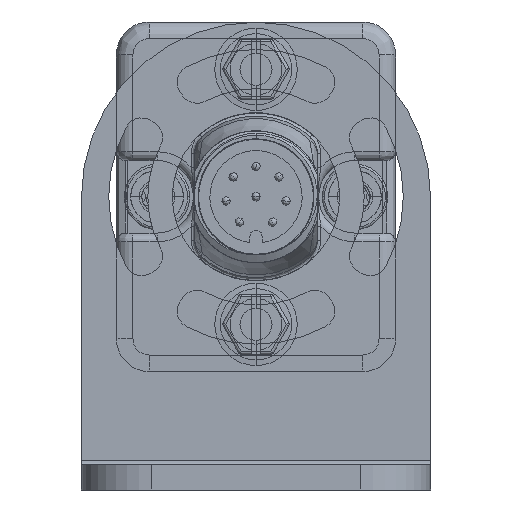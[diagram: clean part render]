
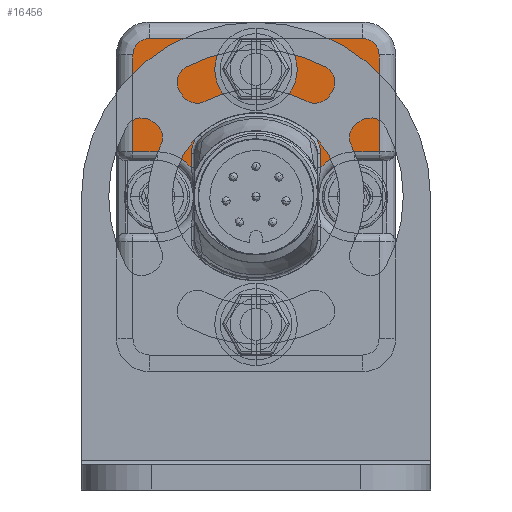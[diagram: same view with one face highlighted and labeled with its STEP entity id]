
A CAD part, front view. The second image highlights one B-rep face of the part: STEP entity #16456.
In plain terms, the highlighted planar face has unit normal (0, -1, 0).
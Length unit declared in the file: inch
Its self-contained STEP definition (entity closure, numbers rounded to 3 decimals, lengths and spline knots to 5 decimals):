
#2035=CARTESIAN_POINT('',(3.6,-954.,19.85759));
#2036=DIRECTION('',(0.,1.,0.));
#2037=DIRECTION('',(0.673,0.,0.74));
#2038=AXIS2_PLACEMENT_3D('',#2035,#2036,#2037);
#2040=CARTESIAN_POINT('',(0.,-954.,15.9));
#2041=DIRECTION('',(0.,1.,0.));
#2042=DIRECTION('',(-0.673,0.,0.74));
#2043=AXIS2_PLACEMENT_3D('',#2040,#2041,#2042);
#2045=CARTESIAN_POINT('',(-3.6,-954.,19.85759));
#2046=DIRECTION('',(0.,1.,0.));
#2047=DIRECTION('',(-1.,0.,0.));
#2048=AXIS2_PLACEMENT_3D('',#2045,#2046,#2047);
#2050=DIRECTION('',(0.,0.,1.));
#2051=VECTOR('',#2050,1.27431);
#2052=CARTESIAN_POINT('',(-5.9,-954.,18.58328));
#2053=LINE('',#2052,#2051);
#2054=CARTESIAN_POINT('',(-9.,-954.,15.9));
#2055=DIRECTION('',(0.,1.,0.));
#2056=DIRECTION('',(0.,0.,1.));
#2057=AXIS2_PLACEMENT_3D('',#2054,#2055,#2056);
#2059=DIRECTION('',(1.,0.,0.));
#2060=VECTOR('',#2059,2.2);
#2061=CARTESIAN_POINT('',(-11.2,-954.,20.));
#2062=LINE('',#2061,#2060);
#2063=DIRECTION('',(0.,0.,-1.));
#2064=VECTOR('',#2063,8.8);
#2065=CARTESIAN_POINT('',(-11.2,-954.,28.8));
#2066=LINE('',#2065,#2064);
#2067=CARTESIAN_POINT('',(-9.7,-954.,28.8));
#2068=DIRECTION('',(0.,-1.,0.));
#2069=DIRECTION('',(0.,0.,1.));
#2070=AXIS2_PLACEMENT_3D('',#2067,#2068,#2069);
#2072=DIRECTION('',(-1.,0.,0.));
#2073=VECTOR('',#2072,19.4);
#2074=CARTESIAN_POINT('',(9.7,-954.,30.3));
#2075=LINE('',#2074,#2073);
#2076=CARTESIAN_POINT('',(9.7,-954.,28.8));
#2077=DIRECTION('',(0.,-1.,0.));
#2078=DIRECTION('',(1.,0.,0.));
#2079=AXIS2_PLACEMENT_3D('',#2076,#2077,#2078);
#2081=DIRECTION('',(0.,0.,1.));
#2082=VECTOR('',#2081,8.8);
#2083=CARTESIAN_POINT('',(11.2,-954.,20.));
#2084=LINE('',#2083,#2082);
#2085=DIRECTION('',(1.,0.,0.));
#2086=VECTOR('',#2085,2.2);
#2087=CARTESIAN_POINT('',(9.,-954.,20.));
#2088=LINE('',#2087,#2086);
#2089=CARTESIAN_POINT('',(9.,-954.,15.9));
#2090=DIRECTION('',(0.,1.,0.));
#2091=DIRECTION('',(-0.756,0.,0.654));
#2092=AXIS2_PLACEMENT_3D('',#2089,#2090,#2091);
#2094=DIRECTION('',(0.,0.,-1.));
#2095=VECTOR('',#2094,1.27431);
#2096=CARTESIAN_POINT('',(5.9,-954.,19.85759));
#2097=LINE('',#2096,#2095);
#2098=CARTESIAN_POINT('',(0.,-954.,27.5));
#2099=DIRECTION('',(0.,-1.,0.));
#2100=DIRECTION('',(-1.,0.,0.));
#2101=AXIS2_PLACEMENT_3D('',#2098,#2099,#2100);
#2103=CARTESIAN_POINT('',(0.,-954.,27.5));
#2104=DIRECTION('',(0.,-1.,0.));
#2105=DIRECTION('',(1.,0.,0.));
#2106=AXIS2_PLACEMENT_3D('',#2103,#2104,#2105);
#8986=CARTESIAN_POINT('',(-5.9,-954.,18.58328));
#13024=CARTESIAN_POINT('',(-9.7,-954.,30.3));
#13025=CARTESIAN_POINT('',(-11.2,-954.,28.8));
#13026=VERTEX_POINT('',#13024);
#13027=VERTEX_POINT('',#13025);
#13032=CARTESIAN_POINT('',(9.7,-954.,30.3));
#13033=VERTEX_POINT('',#13032);
#13036=CARTESIAN_POINT('',(11.2,-954.,28.8));
#13037=VERTEX_POINT('',#13036);
#13080=CARTESIAN_POINT('',(11.2,-954.,20.));
#13081=VERTEX_POINT('',#13080);
#13084=CARTESIAN_POINT('',(9.,-954.,20.));
#13085=VERTEX_POINT('',#13084);
#13112=CARTESIAN_POINT('',(-11.2,-954.,20.));
#13113=VERTEX_POINT('',#13112);
#13116=CARTESIAN_POINT('',(-9.,-954.,20.));
#13117=VERTEX_POINT('',#13116);
#13148=CARTESIAN_POINT('',(5.14766,-954.,21.55898));
#13149=CARTESIAN_POINT('',(5.9,-954.,19.85759));
#13150=VERTEX_POINT('',#13148);
#13151=VERTEX_POINT('',#13149);
#13154=CARTESIAN_POINT('',(5.9,-954.,18.58328));
#13155=VERTEX_POINT('',#13154);
#13179=VERTEX_POINT('',#8986);
#13182=CARTESIAN_POINT('',(-5.9,-954.,19.85759));
#13183=VERTEX_POINT('',#13182);
#13186=CARTESIAN_POINT('',(-5.14766,-954.,21.55898));
#13187=VERTEX_POINT('',#13186);
#13289=CARTESIAN_POINT('',(-1.2446,-954.,27.5));
#13290=CARTESIAN_POINT('',(1.2446,-954.,27.5));
#13291=VERTEX_POINT('',#13289);
#13292=VERTEX_POINT('',#13290);
#16416=CARTESIAN_POINT('',(0.,-954.,0.));
#16417=DIRECTION('',(0.,-1.,0.));
#16418=DIRECTION('',(1.,0.,0.));
#16419=AXIS2_PLACEMENT_3D('',#16416,#16417,#16418);
#16420=PLANE('',#16419);
#16422=ORIENTED_EDGE('',*,*,#16421,.F.);
#16424=ORIENTED_EDGE('',*,*,#16423,.F.);
#16426=ORIENTED_EDGE('',*,*,#16425,.F.);
#16428=ORIENTED_EDGE('',*,*,#16427,.F.);
#16430=ORIENTED_EDGE('',*,*,#16429,.F.);
#16432=ORIENTED_EDGE('',*,*,#16431,.F.);
#16434=ORIENTED_EDGE('',*,*,#16433,.F.);
#16436=ORIENTED_EDGE('',*,*,#16435,.F.);
#16438=ORIENTED_EDGE('',*,*,#16437,.F.);
#16439=ORIENTED_EDGE('',*,*,#16406,.F.);
#16441=ORIENTED_EDGE('',*,*,#16440,.F.);
#16443=ORIENTED_EDGE('',*,*,#16442,.F.);
#16445=ORIENTED_EDGE('',*,*,#16444,.F.);
#16447=ORIENTED_EDGE('',*,*,#16446,.F.);
#16448=EDGE_LOOP('',(#16422,#16424,#16426,#16428,#16430,#16432,#16434,#16436,
#16438,#16439,#16441,#16443,#16445,#16447));
#16449=FACE_OUTER_BOUND('',#16448,.F.);
#16451=ORIENTED_EDGE('',*,*,#16450,.T.);
#16453=ORIENTED_EDGE('',*,*,#16452,.T.);
#16454=EDGE_LOOP('',(#16451,#16453));
#16455=FACE_BOUND('',#16454,.F.);
#16456=ADVANCED_FACE('',(#16449,#16455),#16420,.T.);
#2039=CIRCLE('',#2038,2.3);
#2044=CIRCLE('',#2043,7.65);
#2049=CIRCLE('',#2048,2.3);
#2058=CIRCLE('',#2057,4.1);
#2071=CIRCLE('',#2070,1.5);
#2080=CIRCLE('',#2079,1.5);
#2093=CIRCLE('',#2092,4.1);
#2102=CIRCLE('',#2101,1.2446);
#2107=CIRCLE('',#2106,1.2446);
#16406=EDGE_CURVE('',#13037,#13033,#2080,.T.);
#16421=EDGE_CURVE('',#13150,#13151,#2039,.T.);
#16423=EDGE_CURVE('',#13187,#13150,#2044,.T.);
#16425=EDGE_CURVE('',#13183,#13187,#2049,.T.);
#16427=EDGE_CURVE('',#13179,#13183,#2053,.T.);
#16429=EDGE_CURVE('',#13117,#13179,#2058,.T.);
#16431=EDGE_CURVE('',#13113,#13117,#2062,.T.);
#16433=EDGE_CURVE('',#13027,#13113,#2066,.T.);
#16435=EDGE_CURVE('',#13026,#13027,#2071,.T.);
#16437=EDGE_CURVE('',#13033,#13026,#2075,.T.);
#16440=EDGE_CURVE('',#13081,#13037,#2084,.T.);
#16442=EDGE_CURVE('',#13085,#13081,#2088,.T.);
#16444=EDGE_CURVE('',#13155,#13085,#2093,.T.);
#16446=EDGE_CURVE('',#13151,#13155,#2097,.T.);
#16450=EDGE_CURVE('',#13291,#13292,#2102,.T.);
#16452=EDGE_CURVE('',#13292,#13291,#2107,.T.);
